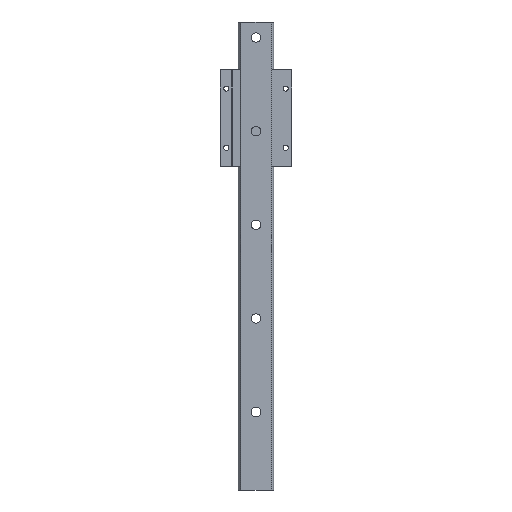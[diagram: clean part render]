
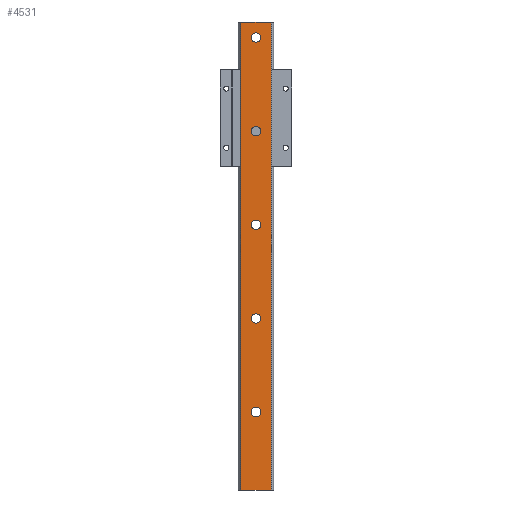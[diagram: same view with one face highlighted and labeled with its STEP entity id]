
A CAD part, front view. The second image highlights one B-rep face of the part: STEP entity #4531.
In plain terms, the highlighted planar face has unit normal (0, -1, 0).
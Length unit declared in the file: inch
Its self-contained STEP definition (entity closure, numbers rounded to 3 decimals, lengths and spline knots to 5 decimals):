
#11 = ORIENTED_EDGE ( 'NONE', *, *, #4478, .T. ) ;
#244 = FACE_BOUND ( 'NONE', #2677, .T. ) ;
#310 = DIRECTION ( 'NONE',  ( 0., 1., 0. ) ) ;
#329 = EDGE_CURVE ( 'NONE', #3130, #1721, #3289, .T. ) ;
#356 = ORIENTED_EDGE ( 'NONE', *, *, #6826, .T. ) ;
#516 = DIRECTION ( 'NONE',  ( 0., 0., 1. ) ) ;
#526 = DIRECTION ( 'NONE',  ( 0., 0., 1. ) ) ;
#564 = CARTESIAN_POINT ( 'NONE',  ( 0.38342, 0., -11.811 ) ) ;
#612 = EDGE_CURVE ( 'NONE', #2545, #3049, #2539, .T. ) ;
#666 = CARTESIAN_POINT ( 'NONE',  ( 0., 0., -0.51181 ) ) ;
#667 = EDGE_LOOP ( 'NONE', ( #3462, #1629 ) ) ;
#693 = FACE_BOUND ( 'NONE', #6929, .T. ) ;
#704 = CIRCLE ( 'NONE', #5276, 0.11811 ) ;
#706 = VERTEX_POINT ( 'NONE', #4444 ) ;
#739 = DIRECTION ( 'NONE',  ( 0., 1., 0. ) ) ;
#1221 = EDGE_CURVE ( 'NONE', #706, #1494, #4803, .T. ) ;
#1230 = ORIENTED_EDGE ( 'NONE', *, *, #4200, .T. ) ;
#1291 = FACE_BOUND ( 'NONE', #667, .T. ) ;
#1397 = EDGE_CURVE ( 'NONE', #6938, #3835, #704, .T. ) ;
#1409 = LINE ( 'NONE', #6175, #5863 ) ;
#1494 = VERTEX_POINT ( 'NONE', #3901 ) ;
#1531 = ORIENTED_EDGE ( 'NONE', *, *, #5645, .T. ) ;
#1536 = DIRECTION ( 'NONE',  ( 0., 1., 0. ) ) ;
#1569 = EDGE_CURVE ( 'NONE', #6102, #3130, #4598, .T. ) ;
#1582 = DIRECTION ( 'NONE',  ( 0., 0., 1. ) ) ;
#1629 = ORIENTED_EDGE ( 'NONE', *, *, #612, .T. ) ;
#1657 = AXIS2_PLACEMENT_3D ( 'NONE', #3156, #3194, #526 ) ;
#1660 = EDGE_CURVE ( 'NONE', #3835, #6938, #3521, .T. ) ;
#1721 = VERTEX_POINT ( 'NONE', #3949 ) ;
#1792 = CIRCLE ( 'NONE', #5646, 0.11811 ) ;
#1823 = CARTESIAN_POINT ( 'NONE',  ( 0., 0., -5. ) ) ;
#1827 = CARTESIAN_POINT ( 'NONE',  ( -0.38342, 0., -11.811 ) ) ;
#1901 = AXIS2_PLACEMENT_3D ( 'NONE', #3810, #1536, #516 ) ;
#1938 = EDGE_CURVE ( 'NONE', #6174, #2657, #2006, .T. ) ;
#1960 = CARTESIAN_POINT ( 'NONE',  ( 0., 0., -9.72441 ) ) ;
#2003 = CARTESIAN_POINT ( 'NONE',  ( 0., 0., -2.87402 ) ) ;
#2006 = CIRCLE ( 'NONE', #1901, 0.11811 ) ;
#2024 = AXIS2_PLACEMENT_3D ( 'NONE', #6597, #6695, #1582 ) ;
#2058 = EDGE_CURVE ( 'NONE', #3049, #2545, #1792, .T. ) ;
#2167 = AXIS2_PLACEMENT_3D ( 'NONE', #2271, #6635, #4505 ) ;
#2271 = CARTESIAN_POINT ( 'NONE',  ( 0., 0., -9.84252 ) ) ;
#2338 = EDGE_LOOP ( 'NONE', ( #5773, #4716, #1230, #356 ) ) ;
#2373 = CIRCLE ( 'NONE', #2024, 0.11811 ) ;
#2447 = PLANE ( 'NONE',  #4923 ) ;
#2463 = CARTESIAN_POINT ( 'NONE',  ( 0., 0., -5.11811 ) ) ;
#2539 = CIRCLE ( 'NONE', #4777, 0.11811 ) ;
#2545 = VERTEX_POINT ( 'NONE', #2785 ) ;
#2640 = DIRECTION ( 'NONE',  ( 0., 1., 0. ) ) ;
#2657 = VERTEX_POINT ( 'NONE', #1960 ) ;
#2677 = EDGE_LOOP ( 'NONE', ( #5950, #11 ) ) ;
#2687 = AXIS2_PLACEMENT_3D ( 'NONE', #5854, #310, #5364 ) ;
#2693 = VECTOR ( 'NONE', #5658, 39.37008 ) ;
#2785 = CARTESIAN_POINT ( 'NONE',  ( 0., 0., -5.23622 ) ) ;
#2790 = CARTESIAN_POINT ( 'NONE',  ( 0., 0., -0.27559 ) ) ;
#2896 = CARTESIAN_POINT ( 'NONE',  ( 0., 0., -7.48032 ) ) ;
#3032 = VERTEX_POINT ( 'NONE', #2790 ) ;
#3049 = VERTEX_POINT ( 'NONE', #1823 ) ;
#3101 = AXIS2_PLACEMENT_3D ( 'NONE', #6780, #4000, #5580 ) ;
#3130 = VERTEX_POINT ( 'NONE', #6755 ) ;
#3134 = DIRECTION ( 'NONE',  ( 0., 0., 1. ) ) ;
#3156 = CARTESIAN_POINT ( 'NONE',  ( 0., 0., -2.75591 ) ) ;
#3194 = DIRECTION ( 'NONE',  ( 0., 1., 0. ) ) ;
#3223 = ORIENTED_EDGE ( 'NONE', *, *, #1938, .T. ) ;
#3289 = LINE ( 'NONE', #6553, #5190 ) ;
#3301 = EDGE_CURVE ( 'NONE', #2657, #6174, #6942, .T. ) ;
#3462 = ORIENTED_EDGE ( 'NONE', *, *, #2058, .T. ) ;
#3521 = CIRCLE ( 'NONE', #1657, 0.11811 ) ;
#3573 = DIRECTION ( 'NONE',  ( 0., 1., 0. ) ) ;
#3799 = CARTESIAN_POINT ( 'NONE',  ( 0., 0., -5.11811 ) ) ;
#3810 = CARTESIAN_POINT ( 'NONE',  ( 0., 0., -9.84252 ) ) ;
#3829 = CARTESIAN_POINT ( 'NONE',  ( 0., 0., -9.96063 ) ) ;
#3835 = VERTEX_POINT ( 'NONE', #3857 ) ;
#3857 = CARTESIAN_POINT ( 'NONE',  ( 0., 0., -2.6378 ) ) ;
#3895 = EDGE_LOOP ( 'NONE', ( #4234, #3223 ) ) ;
#3901 = CARTESIAN_POINT ( 'NONE',  ( 0., 0., -7.59843 ) ) ;
#3949 = CARTESIAN_POINT ( 'NONE',  ( 0.38342, 0., 0. ) ) ;
#3982 = AXIS2_PLACEMENT_3D ( 'NONE', #2896, #739, #6887 ) ;
#4000 = DIRECTION ( 'NONE',  ( 0., 1., 0. ) ) ;
#4046 = VECTOR ( 'NONE', #5270, 39.37008 ) ;
#4174 = ORIENTED_EDGE ( 'NONE', *, *, #1397, .T. ) ;
#4200 = EDGE_CURVE ( 'NONE', #6102, #5331, #1409, .T. ) ;
#4234 = ORIENTED_EDGE ( 'NONE', *, *, #3301, .T. ) ;
#4255 = CARTESIAN_POINT ( 'NONE',  ( 0., 0., -2.75591 ) ) ;
#4422 = VERTEX_POINT ( 'NONE', #666 ) ;
#4433 = LINE ( 'NONE', #564, #4046 ) ;
#4444 = CARTESIAN_POINT ( 'NONE',  ( 0., 0., -7.3622 ) ) ;
#4478 = EDGE_CURVE ( 'NONE', #1494, #706, #5399, .T. ) ;
#4505 = DIRECTION ( 'NONE',  ( 0., 0., 1. ) ) ;
#4531 = ADVANCED_FACE ( 'NONE', ( #4666, #244, #1291, #6240, #693, #5178 ), #2447, .T. ) ;
#4598 = LINE ( 'NONE', #1827, #2693 ) ;
#4626 = EDGE_LOOP ( 'NONE', ( #5317, #4174 ) ) ;
#4666 = FACE_BOUND ( 'NONE', #3895, .T. ) ;
#4679 = DIRECTION ( 'NONE',  ( 0., 1., 0. ) ) ;
#4716 = ORIENTED_EDGE ( 'NONE', *, *, #1569, .F. ) ;
#4736 = CIRCLE ( 'NONE', #3101, 0.11811 ) ;
#4766 = CARTESIAN_POINT ( 'NONE',  ( -0.38342, 0., -11.811 ) ) ;
#4777 = AXIS2_PLACEMENT_3D ( 'NONE', #3799, #4679, #3134 ) ;
#4803 = CIRCLE ( 'NONE', #2687, 0.11811 ) ;
#4846 = DIRECTION ( 'NONE',  ( 0., 0., 1. ) ) ;
#4923 = AXIS2_PLACEMENT_3D ( 'NONE', #4766, #7017, #6984 ) ;
#5065 = ORIENTED_EDGE ( 'NONE', *, *, #6624, .T. ) ;
#5178 = FACE_OUTER_BOUND ( 'NONE', #2338, .T. ) ;
#5190 = VECTOR ( 'NONE', #7172, 39.37008 ) ;
#5270 = DIRECTION ( 'NONE',  ( 0., 0., 1. ) ) ;
#5276 = AXIS2_PLACEMENT_3D ( 'NONE', #4255, #2640, #4846 ) ;
#5317 = ORIENTED_EDGE ( 'NONE', *, *, #1660, .T. ) ;
#5331 = VERTEX_POINT ( 'NONE', #6202 ) ;
#5364 = DIRECTION ( 'NONE',  ( 0., 0., 1. ) ) ;
#5399 = CIRCLE ( 'NONE', #3982, 0.11811 ) ;
#5580 = DIRECTION ( 'NONE',  ( 0., 0., 1. ) ) ;
#5645 = EDGE_CURVE ( 'NONE', #4422, #3032, #2373, .T. ) ;
#5646 = AXIS2_PLACEMENT_3D ( 'NONE', #2463, #3573, #5922 ) ;
#5658 = DIRECTION ( 'NONE',  ( 0., 0., 1. ) ) ;
#5773 = ORIENTED_EDGE ( 'NONE', *, *, #329, .F. ) ;
#5854 = CARTESIAN_POINT ( 'NONE',  ( 0., 0., -7.48032 ) ) ;
#5863 = VECTOR ( 'NONE', #6795, 39.37008 ) ;
#5922 = DIRECTION ( 'NONE',  ( 0., 0., 1. ) ) ;
#5950 = ORIENTED_EDGE ( 'NONE', *, *, #1221, .T. ) ;
#6102 = VERTEX_POINT ( 'NONE', #6536 ) ;
#6174 = VERTEX_POINT ( 'NONE', #3829 ) ;
#6175 = CARTESIAN_POINT ( 'NONE',  ( -0.38342, 0., -11.811 ) ) ;
#6202 = CARTESIAN_POINT ( 'NONE',  ( 0.38342, 0., -11.811 ) ) ;
#6240 = FACE_BOUND ( 'NONE', #4626, .T. ) ;
#6536 = CARTESIAN_POINT ( 'NONE',  ( -0.38342, 0., -11.811 ) ) ;
#6553 = CARTESIAN_POINT ( 'NONE',  ( -0.38342, 0., 0. ) ) ;
#6597 = CARTESIAN_POINT ( 'NONE',  ( 0., 0., -0.3937 ) ) ;
#6624 = EDGE_CURVE ( 'NONE', #3032, #4422, #4736, .T. ) ;
#6635 = DIRECTION ( 'NONE',  ( 0., 1., 0. ) ) ;
#6695 = DIRECTION ( 'NONE',  ( 0., 1., 0. ) ) ;
#6755 = CARTESIAN_POINT ( 'NONE',  ( -0.38342, 0., 0. ) ) ;
#6780 = CARTESIAN_POINT ( 'NONE',  ( 0., 0., -0.3937 ) ) ;
#6795 = DIRECTION ( 'NONE',  ( 1., 0., 0. ) ) ;
#6826 = EDGE_CURVE ( 'NONE', #5331, #1721, #4433, .T. ) ;
#6887 = DIRECTION ( 'NONE',  ( 0., 0., 1. ) ) ;
#6929 = EDGE_LOOP ( 'NONE', ( #5065, #1531 ) ) ;
#6938 = VERTEX_POINT ( 'NONE', #2003 ) ;
#6942 = CIRCLE ( 'NONE', #2167, 0.11811 ) ;
#6984 = DIRECTION ( 'NONE',  ( 0., 0., -1. ) ) ;
#7017 = DIRECTION ( 'NONE',  ( 0., -1., 0. ) ) ;
#7172 = DIRECTION ( 'NONE',  ( 1., 0., 0. ) ) ;
